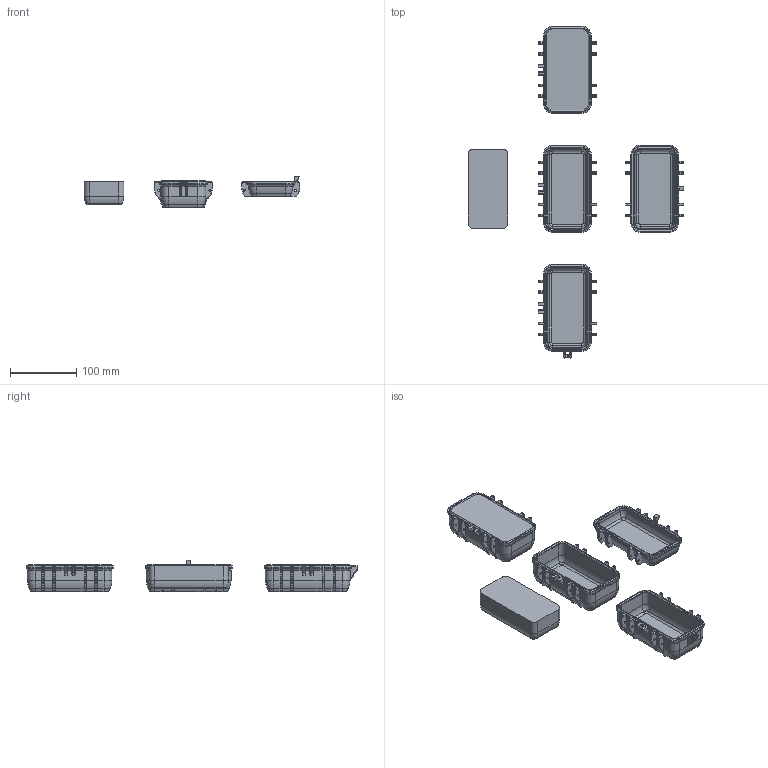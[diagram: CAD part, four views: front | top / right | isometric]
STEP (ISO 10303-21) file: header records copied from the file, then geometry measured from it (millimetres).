
FILE_DESCRIPTION(/* description */ (''),/* implementation_level */ '2;1');
FILE_NAME(/* name */ 'zx82net rugged box 2a STP.step',/* time_stamp */ '2021-03-06T13:44:48-08:00',/* author */ (''),/* organization */ (''),/* preprocessor_version */ 'ST-DEVELOPER v18.1',/* originating_system */ 'Autodesk Translation Framework v9.7.0.1280',/* authorisation */ '');
FILE_SCHEMA (('AUTOMOTIVE_DESIGN { 1 0 10303 214 3 1 1 }'));
Length unit declared in the file: millimetre
Products named in the file (1): zx82net rugged box 2a
Bounding box: 326 x 502 x 47 mm (x, y, z)
Volume: 826678.1 mm3; surface area: 189368.3 mm2
Topology: 5 solids, 5 shells, 1596 faces, 3909 edges, 2328 vertices
Faces by surface type: cylinder 665, plane 478, torus 280, cone 80, bspline 65, sphere 28
Full cylindrical faces by diameter (mm): 2.7 x32
Entity records: 47816 total; most frequent: CARTESIAN_POINT 9353, DIRECTION 8637, ORIENTED_EDGE 7818, EDGE_CURVE 3909, AXIS2_PLACEMENT_3D 3298, VERTEX_POINT 2328, LINE 2041, VECTOR 2041
